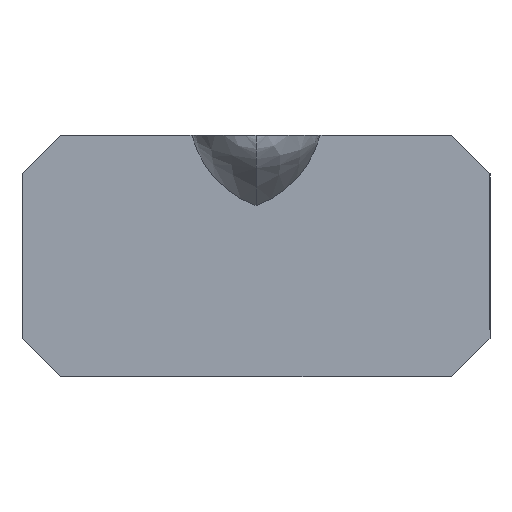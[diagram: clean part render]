
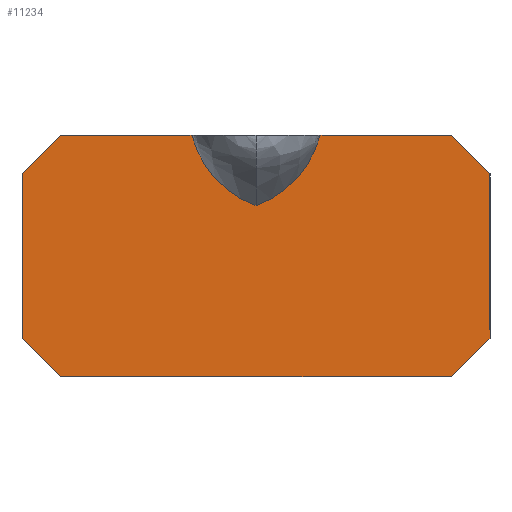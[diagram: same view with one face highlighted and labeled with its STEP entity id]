
A CAD part, front view. The second image highlights one B-rep face of the part: STEP entity #11234.
In plain terms, the highlighted planar face has unit normal (0, -1, 0).
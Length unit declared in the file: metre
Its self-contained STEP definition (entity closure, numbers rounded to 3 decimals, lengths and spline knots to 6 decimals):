
#399=LINE('',#17316,#1365);
#400=LINE('',#17318,#1366);
#422=LINE('',#17362,#1388);
#423=LINE('',#17364,#1389);
#424=LINE('',#17366,#1390);
#425=LINE('',#17368,#1391);
#426=LINE('',#17370,#1392);
#427=LINE('',#17372,#1393);
#428=LINE('',#17374,#1394);
#429=LINE('',#17376,#1395);
#1365=VECTOR('',#13357,1.);
#1366=VECTOR('',#13358,1.);
#1388=VECTOR('',#13386,1.);
#1389=VECTOR('',#13387,1.);
#1390=VECTOR('',#13388,1.);
#1391=VECTOR('',#13389,1.);
#1392=VECTOR('',#13390,1.);
#1393=VECTOR('',#13391,1.);
#1394=VECTOR('',#13392,1.);
#1395=VECTOR('',#13393,1.);
#2334=PLANE('',#11959);
#2692=ORIENTED_EDGE('',*,*,#5967,.T.);
#2693=ORIENTED_EDGE('',*,*,#5962,.T.);
#2694=ORIENTED_EDGE('',*,*,#5959,.T.);
#2695=ORIENTED_EDGE('',*,*,#5966,.T.);
#2696=ORIENTED_EDGE('',*,*,#5989,.T.);
#2697=ORIENTED_EDGE('',*,*,#5990,.F.);
#2698=ORIENTED_EDGE('',*,*,#5991,.F.);
#2699=ORIENTED_EDGE('',*,*,#5992,.F.);
#2700=ORIENTED_EDGE('',*,*,#5993,.F.);
#2701=ORIENTED_EDGE('',*,*,#5994,.F.);
#2702=ORIENTED_EDGE('',*,*,#5995,.T.);
#2703=ORIENTED_EDGE('',*,*,#5996,.T.);
#5959=EDGE_CURVE('',#7612,#7613,#8678,.F.);
#5962=EDGE_CURVE('',#7615,#7612,#8680,.T.);
#5966=EDGE_CURVE('',#7613,#7618,#399,.T.);
#5967=EDGE_CURVE('',#7619,#7615,#400,.T.);
#5989=EDGE_CURVE('',#7618,#7638,#422,.T.);
#5990=EDGE_CURVE('',#7639,#7638,#423,.T.);
#5991=EDGE_CURVE('',#7640,#7639,#424,.T.);
#5992=EDGE_CURVE('',#7641,#7640,#425,.T.);
#5993=EDGE_CURVE('',#7642,#7641,#426,.T.);
#5994=EDGE_CURVE('',#7643,#7642,#427,.T.);
#5995=EDGE_CURVE('',#7643,#7644,#428,.T.);
#5996=EDGE_CURVE('',#7644,#7619,#429,.T.);
#7612=VERTEX_POINT('',#17137);
#7613=VERTEX_POINT('',#17138);
#7615=VERTEX_POINT('',#17186);
#7618=VERTEX_POINT('',#17317);
#7619=VERTEX_POINT('',#17319);
#7638=VERTEX_POINT('',#17363);
#7639=VERTEX_POINT('',#17365);
#7640=VERTEX_POINT('',#17367);
#7641=VERTEX_POINT('',#17369);
#7642=VERTEX_POINT('',#17371);
#7643=VERTEX_POINT('',#17373);
#7644=VERTEX_POINT('',#17375);
#8678=CIRCLE('',#11951,0.02185);
#8680=CIRCLE('',#11953,0.02185);
#9370=EDGE_LOOP('',(#2692,#2693,#2694,#2695,#2696,#2697,#2698,#2699,#2700,
#2701,#2702,#2703));
#10301=FACE_BOUND('',#9370,.T.);
#11234=ADVANCED_FACE('',(#10301),#2334,.T.);
#11951=AXIS2_PLACEMENT_3D('',#17136,#13345,#13346);
#11953=AXIS2_PLACEMENT_3D('',#17185,#13349,#13350);
#11959=AXIS2_PLACEMENT_3D('',#17361,#13384,#13385);
#13345=DIRECTION('',(0.,-1.,0.));
#13346=DIRECTION('',(0.,0.,1.));
#13349=DIRECTION('',(0.,1.,0.));
#13350=DIRECTION('',(0.,0.,1.));
#13357=DIRECTION('',(-1.,0.,0.));
#13358=DIRECTION('',(-1.,0.,0.));
#13384=DIRECTION('',(0.,-1.,0.));
#13385=DIRECTION('',(0.,0.,1.));
#13386=DIRECTION('',(-0.707,0.,-0.707));
#13387=DIRECTION('',(0.,0.,1.));
#13388=DIRECTION('',(-0.707,0.,0.707));
#13389=DIRECTION('',(-1.,0.,0.));
#13390=DIRECTION('',(-1.,0.,0.));
#13391=DIRECTION('',(-0.707,0.,-0.707));
#13392=DIRECTION('',(0.,0.,1.));
#13393=DIRECTION('',(-0.707,0.,0.707));
#17136=CARTESIAN_POINT('',(0.049215,-0.002,0.058127));
#17137=CARTESIAN_POINT('',(0.042,-0.002,0.037503));
#17138=CARTESIAN_POINT('',(0.028,-0.002,0.0529));
#17185=CARTESIAN_POINT('',(0.034785,-0.002,0.058127));
#17186=CARTESIAN_POINT('',(0.056,-0.002,0.0529));
#17316=CARTESIAN_POINT('',(0.0396,-0.002,0.0529));
#17317=CARTESIAN_POINT('',(-0.000828,-0.002,0.0529));
#17318=CARTESIAN_POINT('',(0.093198,-0.002,0.0529));
#17319=CARTESIAN_POINT('',(0.084828,-0.002,0.0529));
#17361=CARTESIAN_POINT('',(0.0396,-0.002,0.0529));
#17362=CARTESIAN_POINT('',(0.019386,-0.002,0.073114));
#17363=CARTESIAN_POINT('',(-0.009196,-0.002,0.044532));
#17364=CARTESIAN_POINT('',(-0.009196,-0.002,0.030403));
#17365=CARTESIAN_POINT('',(-0.009196,-0.002,0.008368));
#17366=CARTESIAN_POINT('',(-0.005012,-0.002,0.004184));
#17367=CARTESIAN_POINT('',(-0.000828,-0.002,0.));
#17368=CARTESIAN_POINT('',(-0.018036,-0.002,0.));
#17369=CARTESIAN_POINT('',(0.042828,-0.002,0.));
#17370=CARTESIAN_POINT('',(0.093198,-0.002,0.));
#17371=CARTESIAN_POINT('',(0.084828,-0.002,0.));
#17372=CARTESIAN_POINT('',(0.089012,-0.002,0.004184));
#17373=CARTESIAN_POINT('',(0.093196,-0.002,0.008368));
#17374=CARTESIAN_POINT('',(0.093196,-0.002,0.0529));
#17375=CARTESIAN_POINT('',(0.093196,-0.002,0.044532));
#17376=CARTESIAN_POINT('',(0.062214,-0.002,0.075514));
